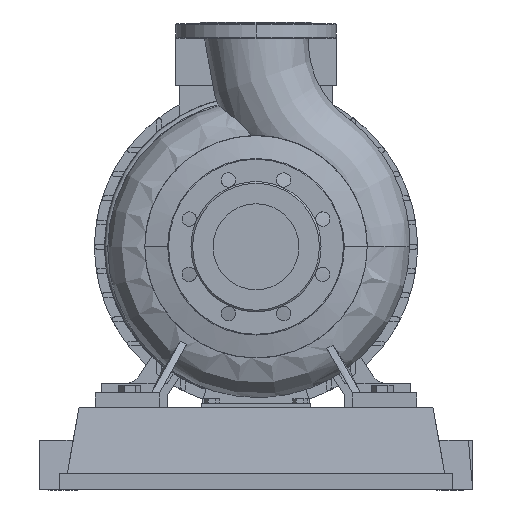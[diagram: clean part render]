
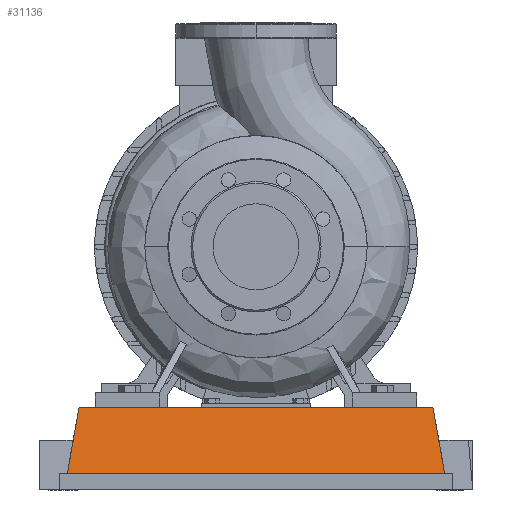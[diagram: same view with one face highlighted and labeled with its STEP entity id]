
A CAD part, left-side view. The second image highlights one B-rep face of the part: STEP entity #31136.
In plain terms, the highlighted planar face has unit normal (-0.985, 0, 0.174).
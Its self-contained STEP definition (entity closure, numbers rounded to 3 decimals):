
#29021=CARTESIAN_POINT('',(-100.,-235.,20.6));
#29022=VERTEX_POINT('',#29021);
#29029=CARTESIAN_POINT('',(-100.,235.0,20.6));
#29030=VERTEX_POINT('',#29029);
#29031=CARTESIAN_POINT('',(-100.,-235.,20.6));
#29032=DIRECTION('',(0.0,1.0,0.0));
#29033=VECTOR('',#29032,470.0);
#29034=LINE('',#29031,#29033);
#29035=EDGE_CURVE('',#29022,#29030,#29034,.T.);
#30870=CARTESIAN_POINT('',(-85.471,-220.471,103.0));
#30871=VERTEX_POINT('',#30870);
#30878=CARTESIAN_POINT('',(-100.,-235.,20.6));
#30879=DIRECTION('',(0.171,0.171,0.97));
#30880=VECTOR('',#30879,84.923);
#30881=LINE('',#30878,#30880);
#30882=EDGE_CURVE('',#29022,#30871,#30881,.T.);
#31113=CARTESIAN_POINT('',(-100.,-235.,20.6));
#31114=DIRECTION('',(-0.985,0.,0.174));
#31115=DIRECTION('',(0.0,-1.0,0.0));
#31116=AXIS2_PLACEMENT_3D('',#31113,#31114,#31115);
#31117=PLANE('',#31116);
#31118=CARTESIAN_POINT('',(-85.471,220.471,103.0));
#31119=VERTEX_POINT('',#31118);
#31120=CARTESIAN_POINT('',(-85.471,-220.471,103.0));
#31121=DIRECTION('',(0.0,1.0,0.0));
#31122=VECTOR('',#31121,440.941);
#31123=LINE('',#31120,#31122);
#31124=EDGE_CURVE('',#30871,#31119,#31123,.T.);
#31125=ORIENTED_EDGE('',*,*,#31124,.T.);
#31126=CARTESIAN_POINT('',(-100.,235.0,20.6));
#31127=DIRECTION('',(0.171,-0.171,0.97));
#31128=VECTOR('',#31127,84.923);
#31129=LINE('',#31126,#31128);
#31130=EDGE_CURVE('',#29030,#31119,#31129,.T.);
#31131=ORIENTED_EDGE('',*,*,#31130,.F.);
#31132=ORIENTED_EDGE('',*,*,#29035,.F.);
#31133=ORIENTED_EDGE('',*,*,#30882,.T.);
#31134=EDGE_LOOP('',(#31125,#31131,#31132,#31133));
#31135=FACE_OUTER_BOUND('',#31134,.T.);
#31136=ADVANCED_FACE('',(#31135),#31117,.T.);
